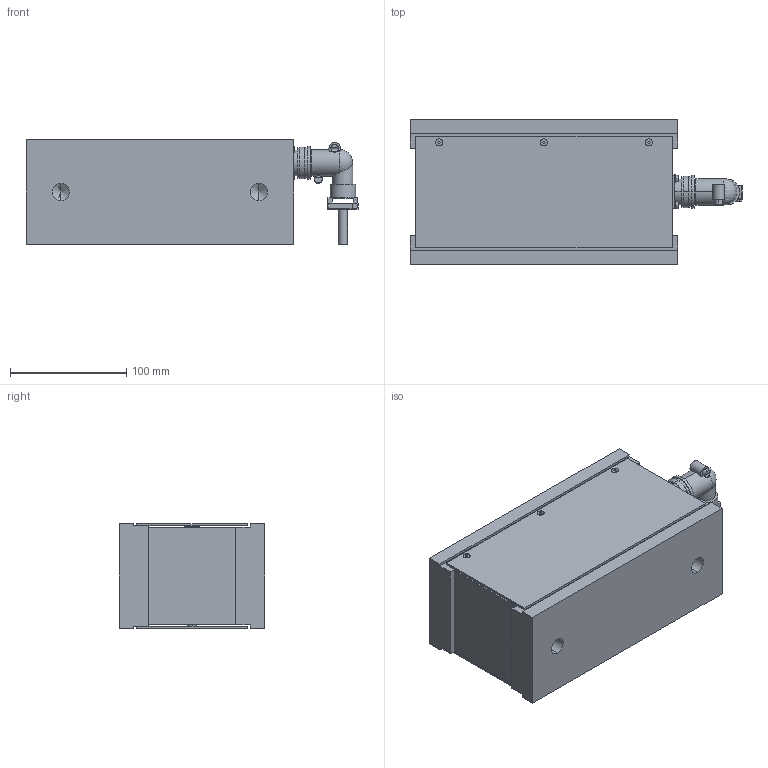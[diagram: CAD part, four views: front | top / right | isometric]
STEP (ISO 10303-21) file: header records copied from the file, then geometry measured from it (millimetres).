
FILE_DESCRIPTION((''),'2;1');
FILE_NAME('50319.stp','2008-04-16T13:11:38',(''),(''),'Mechanical Desktop 2007','Mechanical Desktop 2007',', , ');
FILE_SCHEMA(('CONFIG_CONTROL_DESIGN'));
Length unit declared in the file: millimetre
Products named in the file (14): U50319; U4787104; TEIL1A; U47671; TEIL1; SENKSCHRAUBE_I-6KT_M3X8_ROSTF; SENKSCHRAUBE_I-6KT_M3X8_ROSTFA; FEDERRING_M3A; FEDERRING_M3; I-6KT_SCHRAUBE_M3X8A; I-6KT_SCHRAUBE_M3X8; FLANSCHDOSE_WINKEL_AMPH_4-POLIG; TEIL1AA; RM_SDB
Assembly tree (27 placements, depth 3):
  U50319
    U4787104
      TEIL1A
    U47671  x2
      TEIL1
    SENKSCHRAUBE_I-6KT_M3X8_ROSTF  x6
      SENKSCHRAUBE_I-6KT_M3X8_ROSTFA
    FEDERRING_M3A  x4
      FEDERRING_M3
    I-6KT_SCHRAUBE_M3X8A  x4
      I-6KT_SCHRAUBE_M3X8
    FLANSCHDOSE_WINKEL_AMPH_4-POLIG
      TEIL1AA
    RM_SDB  x3
Bounding box: 285 x 125 x 90 mm (x, y, z)
Volume: 2484572.4 mm3; surface area: 229778.3 mm2
Topology: 18 solids, 18 shells, 400 faces, 926 edges, 564 vertices
Faces by surface type: cylinder 158, plane 155, cone 78, torus 8, sphere 1
Entity records: 7374 total; most frequent: CARTESIAN_POINT 1371, DIRECTION 1293, ORIENTED_EDGE 1098, EDGE_CURVE 549, AXIS2_PLACEMENT_3D 491, VERTEX_POINT 351, VECTOR 311, LINE 311
